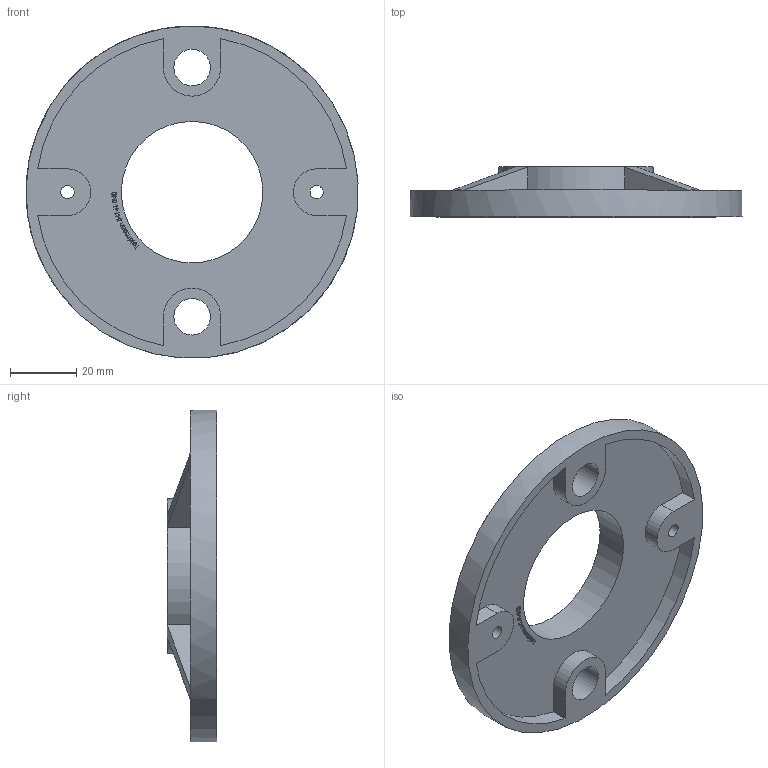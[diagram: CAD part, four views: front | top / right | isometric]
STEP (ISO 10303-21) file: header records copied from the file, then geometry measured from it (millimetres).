
FILE_DESCRIPTION (( 'STEP AP203' ), '1' );
FILE_NAME ('54141-240.step', '2023-09-08T11:12:30', ( '' ), ( '' ), 'SwSTEP 2.0', 'SolidWorks 2018', '' );
FILE_SCHEMA (( 'CONFIG_CONTROL_DESIGN' ));
Length unit declared in the file: millimetre
Products named in the file (1): 54141-240
Bounding box: 99.91 x 15 x 99.91 mm (x, y, z)
Volume: 30794.8 mm3; surface area: 20701.1 mm2
Topology: 1 solids, 1 shells, 265 faces, 691 edges, 453 vertices
Faces by surface type: plane 176, bspline 71, cylinder 18
Full cylindrical faces by diameter (mm): 4 x2, 11 x2, 42.6 x1, 100 x1
Entity records: 11863 total; most frequent: CARTESIAN_POINT 5763, ORIENTED_EDGE 1366, DIRECTION 966, EDGE_CURVE 683, VECTOR 498, LINE 498, VERTEX_POINT 451, EDGE_LOOP 306
